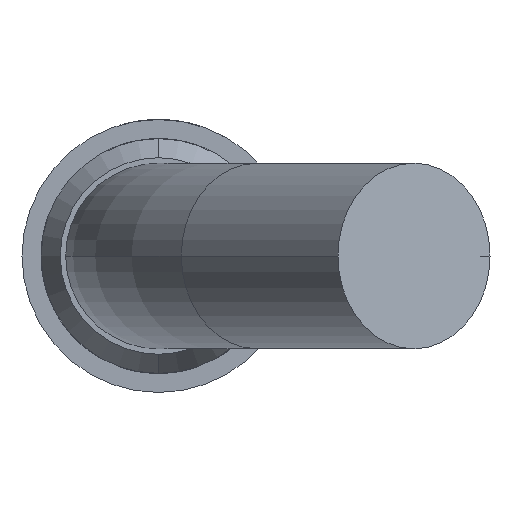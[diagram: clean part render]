
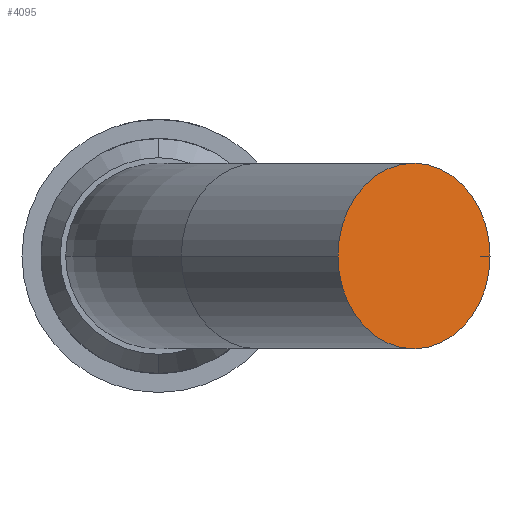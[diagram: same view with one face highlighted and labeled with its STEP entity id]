
A CAD part, front view. The second image highlights one B-rep face of the part: STEP entity #4095.
In plain terms, the highlighted planar face has unit normal (0.574, -0.819, 0).
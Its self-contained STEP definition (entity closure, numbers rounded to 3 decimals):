
#116 = DIRECTION ( 'NONE',  ( -0.574, 0.819, 0. ) ) ;
#121 = AXIS2_PLACEMENT_3D ( 'NONE', #2142, #2922, #434 ) ;
#125 = FACE_OUTER_BOUND ( 'NONE', #4180, .T. ) ;
#143 = EDGE_CURVE ( 'Defeature ausgef�hrt3_25+Defeature ausgef�hrt3_28+Defeature ausgef�hrt3_28+Defeature ausgef�hrt3_28', #2925, #1642, #1563, .T. ) ;
#145 = DIRECTION ( 'NONE',  ( 0., 0., 1. ) ) ;
#258 = CARTESIAN_POINT ( 'NONE',  ( 1.214, -18.571, 0. ) ) ;
#293 = ORIENTED_EDGE ( 'NONE', *, *, #562, .F. ) ;
#434 = DIRECTION ( 'NONE',  ( 0., 0., 1. ) ) ;
#485 = CARTESIAN_POINT ( 'NONE',  ( 0.936, -18.767, 0. ) ) ;
#562 = EDGE_CURVE ( 'Defeature ausgef�hrt3_25+Defeature ausgef�hrt3_28+Defeature ausgef�hrt3_28+Defeature ausgef�hrt3_28', #1642, #2925, #3822, .T. ) ;
#873 = CARTESIAN_POINT ( 'NONE',  ( 0.657, -18.962, 0. ) ) ;
#1563 = CIRCLE ( 'NONE', #121, 0.34 ) ;
#1642 = VERTEX_POINT ( 'NONE', #873 ) ;
#1828 = AXIS2_PLACEMENT_3D ( 'NONE', #485, #116, #145 ) ;
#1936 = DIRECTION ( 'NONE',  ( -0.574, 0.819, 0. ) ) ;
#2142 = CARTESIAN_POINT ( 'NONE',  ( 0.936, -18.767, 0. ) ) ;
#2922 = DIRECTION ( 'NONE',  ( -0.574, 0.819, 0. ) ) ;
#2925 = VERTEX_POINT ( 'NONE', #258 ) ;
#3058 = PLANE ( 'NONE',  #4211 ) ;
#3179 = ORIENTED_EDGE ( 'NONE', *, *, #143, .F. ) ;
#3822 = CIRCLE ( 'NONE', #1828, 0.34 ) ;
#4079 = CARTESIAN_POINT ( 'NONE',  ( 0.936, -18.767, 0. ) ) ;
#4095 = ADVANCED_FACE ( 'Defeature ausgef�hrt3_28', ( #125 ), #3058, .F. ) ;
#4098 = DIRECTION ( 'NONE',  ( 0., 0., 1. ) ) ;
#4180 = EDGE_LOOP ( 'NONE', ( #3179, #293 ) ) ;
#4211 = AXIS2_PLACEMENT_3D ( 'NONE', #4079, #1936, #4098 ) ;
